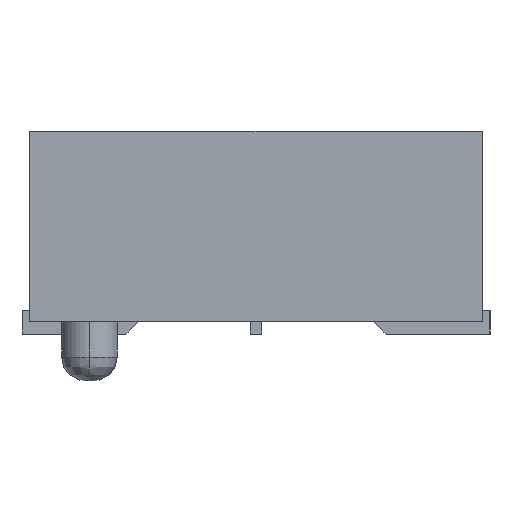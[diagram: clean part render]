
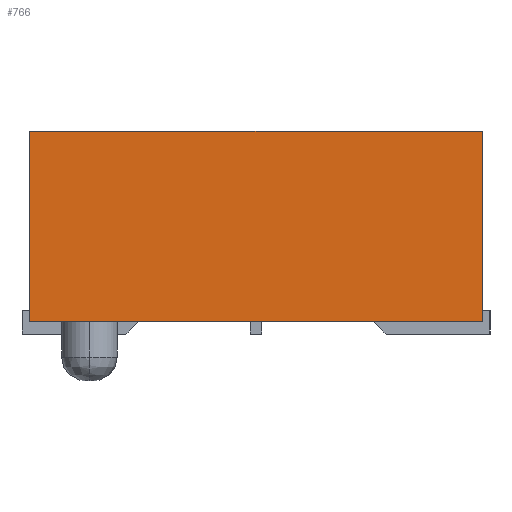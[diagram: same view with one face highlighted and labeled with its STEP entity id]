
A CAD part, left-side view. The second image highlights one B-rep face of the part: STEP entity #766.
In plain terms, the highlighted planar face has unit normal (-1, 0, 0).
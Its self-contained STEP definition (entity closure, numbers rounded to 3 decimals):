
#627=CARTESIAN_POINT('',(-40.64,-3.62,3.251));
#628=VERTEX_POINT('',#627);
#635=CARTESIAN_POINT('',(-40.64,-3.62,0.203));
#636=VERTEX_POINT('',#635);
#637=CARTESIAN_POINT('',(-40.64,-3.62,3.251));
#638=DIRECTION('',(0.0,0.0,-1.0));
#639=VECTOR('',#638,3.048);
#640=LINE('',#637,#639);
#641=EDGE_CURVE('',#628,#636,#640,.T.);
#719=CARTESIAN_POINT('',(-40.64,3.619,0.203));
#720=VERTEX_POINT('',#719);
#727=CARTESIAN_POINT('',(-40.64,3.619,3.251));
#728=VERTEX_POINT('',#727);
#729=CARTESIAN_POINT('',(-40.64,3.619,3.251));
#730=DIRECTION('',(0.0,0.0,-1.0));
#731=VECTOR('',#730,3.048);
#732=LINE('',#729,#731);
#733=EDGE_CURVE('',#728,#720,#732,.T.);
#745=CARTESIAN_POINT('',(-40.64,-3.981,0.051));
#746=DIRECTION('',(1.0,0.0,0.0));
#747=DIRECTION('',(0.0,1.0,0.0));
#748=AXIS2_PLACEMENT_3D('',#745,#746,#747);
#749=PLANE('',#748);
#750=CARTESIAN_POINT('',(-40.64,3.619,0.203));
#751=DIRECTION('',(0.0,-1.0,0.0));
#752=VECTOR('',#751,7.239);
#753=LINE('',#750,#752);
#754=EDGE_CURVE('',#720,#636,#753,.T.);
#755=ORIENTED_EDGE('',*,*,#754,.T.);
#756=ORIENTED_EDGE('',*,*,#641,.F.);
#757=CARTESIAN_POINT('',(-40.64,3.619,3.251));
#758=DIRECTION('',(0.0,-1.0,0.0));
#759=VECTOR('',#758,7.239);
#760=LINE('',#757,#759);
#761=EDGE_CURVE('',#728,#628,#760,.T.);
#762=ORIENTED_EDGE('',*,*,#761,.F.);
#763=ORIENTED_EDGE('',*,*,#733,.T.);
#764=EDGE_LOOP('',(#755,#756,#762,#763));
#765=FACE_OUTER_BOUND('',#764,.T.);
#766=ADVANCED_FACE('',(#765),#749,.F.);
